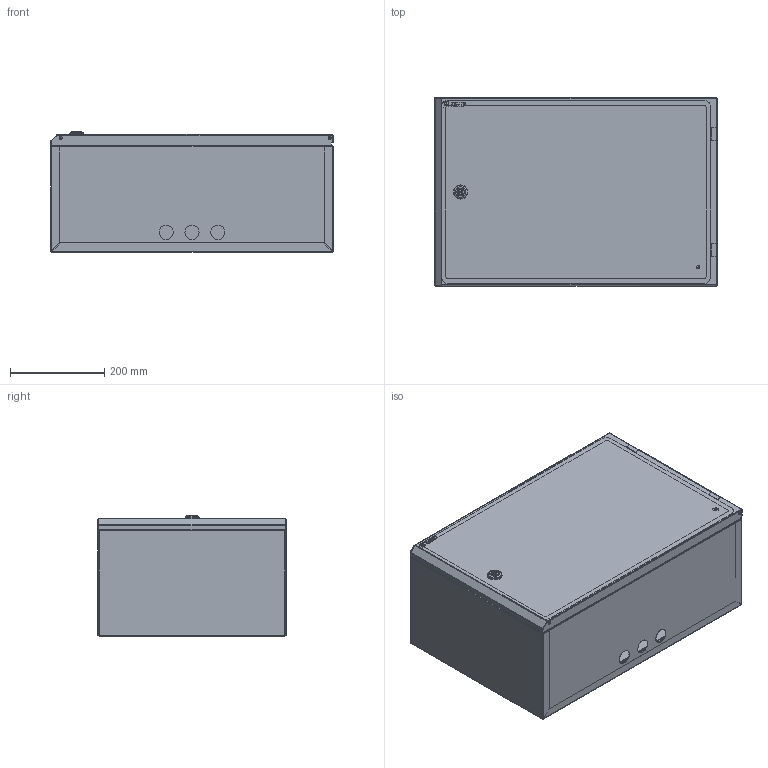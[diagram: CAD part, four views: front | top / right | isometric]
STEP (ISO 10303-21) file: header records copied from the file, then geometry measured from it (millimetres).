
FILE_DESCRIPTION (( 'STEP AP214' ), '1' );
FILE_NAME ('椗眅-40.60.25 iP54 EKF 昈-554.00.00.000 捘.STEP', '2017-08-30T11:58:47', ( 'Admin' ), ( '' ), 'SwSTEP 2.0', 'SolidWorks 2017', '' );
FILE_SCHEMA (( 'AUTOMOTIVE_DESIGN' ));
Length unit declared in the file: millimetre
Products named in the file (19): Äâåðü â ñáîðå ÌÈ-554.02.00.000 ÑÁ; 呧蜦 3D; Ïåòëÿ íà äâåðü ï-îáðàçíàÿ; ÓÊ íà äâåðü ÌÈ-554; Çàìîê áîëüøîé; ﾄ粢 ﾌﾈ-554.02.00.001; Êîðïóñ â ñáîðå ÌÈ-554.01.00.000; Ñòåíêà íèæíÿÿ ÌÈ-554.01.00.002; Ñòåíêà âåðõíÿÿ ÌÈ-554.01.00.001; Ñòåíêà çàäíÿÿ â ñáîðå ÌÈ-554.01.01.000 ÑÁ; Øïèëüêà Ì6õ12; Øïèëüêà îáìåäíåííàÿ Ì6õ20; Ñòåíêà çàäíÿÿ ÌÈ-554.01.01.001; split pin_iso2_ISO 1234-4x56-C; 椗眅-40.60.25 iP54 EKF 昈-554.00.00.000 捘; rivet 02_din_DIN 660-5x8-St-A-2; hex flange nut_din_Hexagon Flange Nut DIN 6923 - M6 - N; Íàâåñêà íà êîðïóñ ïîä êëåïêó; ÌÈ-554.00.00.001 Ïàíåëü ìîíòàæíàÿ
Assembly tree (34 placements, depth 4):
  椗眅-40.60.25 iP54 EKF 昈-554.00.00.000 捘
    Êîðïóñ â ñáîðå ÌÈ-554.01.00.000
      Ñòåíêà çàäíÿÿ â ñáîðå ÌÈ-554.01.01.000 ÑÁ
        Ñòåíêà çàäíÿÿ ÌÈ-554.01.01.001
        Øïèëüêà îáìåäíåííàÿ Ì6õ20  x4
        Øïèëüêà Ì6õ12
      Ñòåíêà âåðõíÿÿ ÌÈ-554.01.00.001
      Ñòåíêà íèæíÿÿ ÌÈ-554.01.00.002
    Äâåðü â ñáîðå ÌÈ-554.02.00.000 ÑÁ
      ﾄ粢 ﾌﾈ-554.02.00.001
      Çàìîê áîëüøîé  x2
      ÓÊ íà äâåðü ÌÈ-554
      Øïèëüêà Ì6õ12
      Ïåòëÿ íà äâåðü ï-îáðàçíàÿ  x2
      呧蜦 3D
    ÌÈ-554.00.00.001 Ïàíåëü ìîíòàæíàÿ
    Íàâåñêà íà êîðïóñ ïîä êëåïêó  x2
    hex flange nut_din_Hexagon Flange Nut DIN 6923 - M6 - N  x6
    rivet 02_din_DIN 660-5x8-St-A-2  x4
    split pin_iso2_ISO 1234-4x56-C  x2
Bounding box: 600 x 400 x 255.3 mm (x, y, z)
Volume: 1553825.1 mm3; surface area: 2662537.8 mm2
Topology: 38 solids, 48 shells, 1152 faces, 2608 edges, 1578 vertices
Faces by surface type: plane 614, cylinder 340, cone 88, bspline 62, torus 48
Entity records: 24196 total; most frequent: CARTESIAN_POINT 4959, DIRECTION 3430, ORIENTED_EDGE 3292, EDGE_CURVE 1646, AXIS2_PLACEMENT_3D 1182, VECTOR 1066, LINE 1066, VERTEX_POINT 997
